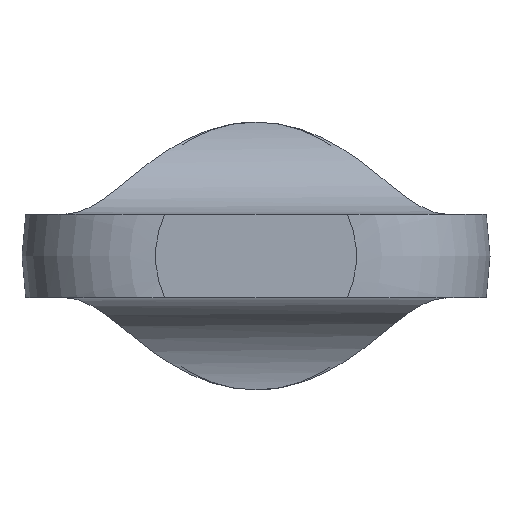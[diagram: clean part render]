
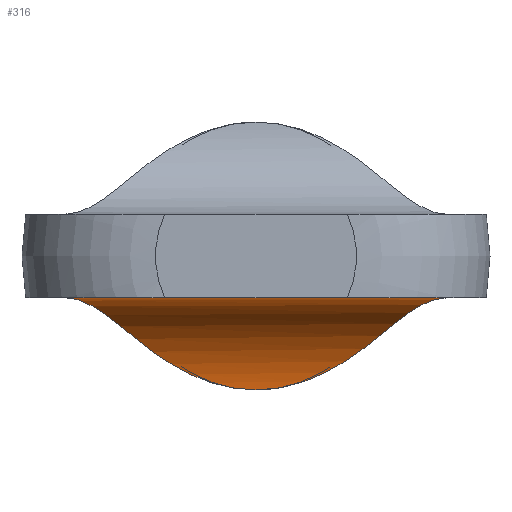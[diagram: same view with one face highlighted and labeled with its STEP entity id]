
A CAD part, left-side view. The second image highlights one B-rep face of the part: STEP entity #316.
In plain terms, the highlighted cylindrical face has radius 3 mm (diameter 6 mm), a partial arc.
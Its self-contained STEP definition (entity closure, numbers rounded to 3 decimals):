
#25 = VERTEX_POINT ( 'NONE', #477 ) ;
#71 = VERTEX_POINT ( 'NONE', #250 ) ;
#73 = EDGE_CURVE ( 'NONE', #71, #25, #244, .T. ) ;
#126 = VERTEX_POINT ( 'NONE', #527 ) ;
#167 = ORIENTED_EDGE ( 'NONE', *, *, #220, .F. ) ;
#168 = ORIENTED_EDGE ( 'NONE', *, *, #73, .F. ) ;
#220 = EDGE_CURVE ( 'NONE', #25, #126, #813, .T. ) ;
#231 = CARTESIAN_POINT ( 'NONE',  ( -3.277, -4.45, -1.774 ) ) ;
#232 = CARTESIAN_POINT ( 'NONE',  ( -3.606, -4.733, -1.585 ) ) ;
#233 = CARTESIAN_POINT ( 'NONE',  ( -3.721, -4.825, -1.528 ) ) ;
#234 = CARTESIAN_POINT ( 'NONE',  ( -3.959, -5.008, -1.429 ) ) ;
#235 = CARTESIAN_POINT ( 'NONE',  ( -4.084, -5.1, -1.387 ) ) ;
#240 = CARTESIAN_POINT ( 'NONE',  ( -4.462, -5.368, -1.285 ) ) ;
#241 = CARTESIAN_POINT ( 'NONE',  ( -4.723, -5.539, -1.25 ) ) ;
#242 = CARTESIAN_POINT ( 'NONE',  ( -4.99, -5.708, -1.25 ) ) ;
#244 = B_SPLINE_CURVE_WITH_KNOTS ( 'NONE', 3,
 ( #242, #241, #240, #235, #234, #233, #232, #231, #295, #294, #293, #292, #291, #290, #289, #288, #287, #286, #285, #284, #283, #282 ),
 .UNSPECIFIED., .F., .F.,
 ( 4, 2, 2, 2, 2, 2, 2, 2, 2, 2, 4 ),
 ( 0., 0.001, 0.002, 0.002, 0.003, 0.004, 0.005, 0.006, 0.007, 0.007, 0.008 ),
 .UNSPECIFIED. ) ;
#250 = CARTESIAN_POINT ( 'NONE',  ( -4.99, -5.708, -1.25 ) ) ;
#282 = CARTESIAN_POINT ( 'NONE',  ( -2., 0., -4. ) ) ;
#283 = CARTESIAN_POINT ( 'NONE',  ( -2., -0.159, -4. ) ) ;
#284 = CARTESIAN_POINT ( 'NONE',  ( -2.001, -0.319, -3.991 ) ) ;
#285 = CARTESIAN_POINT ( 'NONE',  ( -2.004, -0.632, -3.955 ) ) ;
#286 = CARTESIAN_POINT ( 'NONE',  ( -2.007, -0.787, -3.929 ) ) ;
#287 = CARTESIAN_POINT ( 'NONE',  ( -2.019, -1.246, -3.826 ) ) ;
#288 = CARTESIAN_POINT ( 'NONE',  ( -2.033, -1.545, -3.725 ) ) ;
#289 = CARTESIAN_POINT ( 'NONE',  ( -2.09, -2.125, -3.469 ) ) ;
#290 = CARTESIAN_POINT ( 'NONE',  ( -2.133, -2.398, -3.317 ) ) ;
#291 = CARTESIAN_POINT ( 'NONE',  ( -2.263, -2.916, -2.985 ) ) ;
#292 = CARTESIAN_POINT ( 'NONE',  ( -2.353, -3.164, -2.803 ) ) ;
#293 = CARTESIAN_POINT ( 'NONE',  ( -2.587, -3.626, -2.441 ) ) ;
#294 = CARTESIAN_POINT ( 'NONE',  ( -2.731, -3.841, -2.261 ) ) ;
#295 = CARTESIAN_POINT ( 'NONE',  ( -3.076, -4.254, -1.927 ) ) ;
#316 = ADVANCED_FACE ( 'NONE', ( #740 ), #739, .F. ) ;
#317 = EDGE_LOOP ( 'NONE', ( #318, #167, #168 ) ) ;
#318 = ORIENTED_EDGE ( 'NONE', *, *, #319, .T. ) ;
#319 = EDGE_CURVE ( 'NONE', #71, #126, #734, .T. ) ;
#477 = CARTESIAN_POINT ( 'NONE',  ( -2., 0., -4. ) ) ;
#527 = CARTESIAN_POINT ( 'NONE',  ( -4.99, 5.708, -1.25 ) ) ;
#723 = CARTESIAN_POINT ( 'NONE',  ( -2., 0., -4. ) ) ;
#731 = DIRECTION ( 'NONE',  ( 0., 1., 0. ) ) ;
#732 = VECTOR ( 'NONE', #731, 1000. ) ;
#733 = CARTESIAN_POINT ( 'NONE',  ( -4.99, -7., -1.25 ) ) ;
#734 = LINE ( 'NONE', #733, #732 ) ;
#735 = DIRECTION ( 'NONE',  ( 0., 0., 1. ) ) ;
#736 = DIRECTION ( 'NONE',  ( 0., 1., 0. ) ) ;
#737 = CARTESIAN_POINT ( 'NONE',  ( -4.99, -7., -4.25 ) ) ;
#738 = AXIS2_PLACEMENT_3D ( 'NONE', #737, #736, #735 ) ;
#739 = CYLINDRICAL_SURFACE ( 'NONE', #738, 3. ) ;
#740 = FACE_OUTER_BOUND ( 'NONE', #317, .T. ) ;
#811 = CARTESIAN_POINT ( 'NONE',  ( -2.002, 0.63, -3.964 ) ) ;
#812 = CARTESIAN_POINT ( 'NONE',  ( -2., 0.317, -4. ) ) ;
#813 = B_SPLINE_CURVE_WITH_KNOTS ( 'NONE', 3,
 ( #723, #812, #811, #868, #867, #866, #865, #864, #863, #862, #861, #860, #859, #858, #857, #856, #855, #854 ),
 .UNSPECIFIED., .F., .F.,
 ( 4, 2, 2, 2, 2, 2, 2, 2, 4 ),
 ( 0.008, 0.009, 0.01, 0.011, 0.012, 0.013, 0.014, 0.014, 0.015 ),
 .UNSPECIFIED. ) ;
#854 = CARTESIAN_POINT ( 'NONE',  ( -4.99, 5.708, -1.25 ) ) ;
#855 = CARTESIAN_POINT ( 'NONE',  ( -4.72, 5.538, -1.25 ) ) ;
#856 = CARTESIAN_POINT ( 'NONE',  ( -4.46, 5.366, -1.286 ) ) ;
#857 = CARTESIAN_POINT ( 'NONE',  ( -3.958, 5.011, -1.421 ) ) ;
#858 = CARTESIAN_POINT ( 'NONE',  ( -3.715, 4.826, -1.523 ) ) ;
#859 = CARTESIAN_POINT ( 'NONE',  ( -3.276, 4.45, -1.774 ) ) ;
#860 = CARTESIAN_POINT ( 'NONE',  ( -3.079, 4.257, -1.925 ) ) ;
#861 = CARTESIAN_POINT ( 'NONE',  ( -2.734, 3.845, -2.258 ) ) ;
#862 = CARTESIAN_POINT ( 'NONE',  ( -2.587, 3.626, -2.441 ) ) ;
#863 = CARTESIAN_POINT ( 'NONE',  ( -2.354, 3.166, -2.801 ) ) ;
#864 = CARTESIAN_POINT ( 'NONE',  ( -2.265, 2.923, -2.981 ) ) ;
#865 = CARTESIAN_POINT ( 'NONE',  ( -2.133, 2.399, -3.317 ) ) ;
#866 = CARTESIAN_POINT ( 'NONE',  ( -2.09, 2.124, -3.469 ) ) ;
#867 = CARTESIAN_POINT ( 'NONE',  ( -2.033, 1.549, -3.723 ) ) ;
#868 = CARTESIAN_POINT ( 'NONE',  ( -2.019, 1.245, -3.826 ) ) ;
